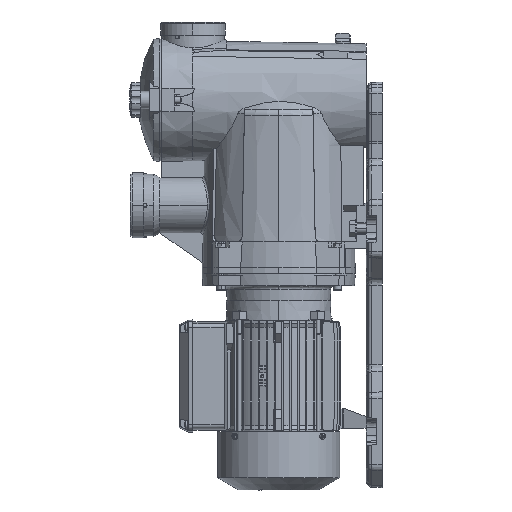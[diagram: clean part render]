
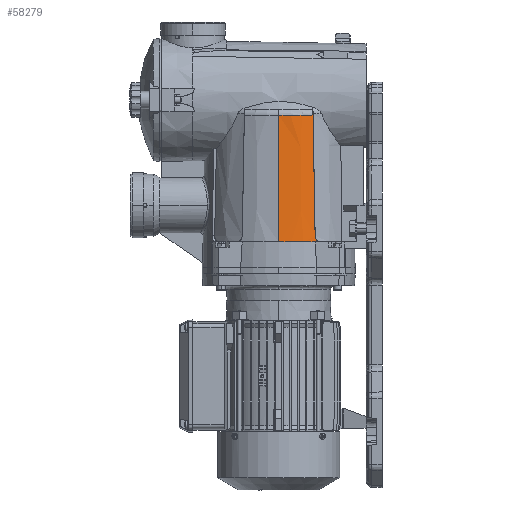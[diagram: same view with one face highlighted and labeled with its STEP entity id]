
A CAD part, left-side view. The second image highlights one B-rep face of the part: STEP entity #58279.
In plain terms, the highlighted conical face has half-angle 1 degrees and reference radius 97.039 mm.
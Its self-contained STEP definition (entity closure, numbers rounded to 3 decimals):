
#174 = ORIENTED_EDGE ( 'NONE', *, *, #73810, .F. ) ;
#1410 = EDGE_LOOP ( 'NONE', ( #83019, #105029, #95753, #88143, #174, #35526 ) ) ;
#2239 = CIRCLE ( 'NONE', #100497, 97.039 ) ;
#4957 = LINE ( 'NONE', #103754, #26822 ) ;
#6902 = B_SPLINE_CURVE_WITH_KNOTS ( 'NONE', 3,
 ( #52850, #44745, #85753, #61465, #45290, #11813, #12345, #60405, #53377, #70096, #102511, #35603, #101462, #77666, #60941, #19380, #52324, #78199, #86280, #43694 ),
 .UNSPECIFIED., .F., .F.,
 ( 4, 2, 2, 2, 2, 2, 2, 2, 2, 4 ),
 ( 0., 0.003, 0.005, 0.007, 0.008, 0.008, 0.01, 0.012, 0.013, 0.013 ),
 .UNSPECIFIED. ) ;
#10523 = CARTESIAN_POINT ( 'NONE',  ( -115.264, 94.206, 0. ) ) ;
#11813 = CARTESIAN_POINT ( 'NONE',  ( 45.617, 83.027, -50.186 ) ) ;
#12345 = CARTESIAN_POINT ( 'NONE',  ( 45.319, 83.27, -49.771 ) ) ;
#13542 = VERTEX_POINT ( 'NONE', #10523 ) ;
#14777 = CARTESIAN_POINT ( 'NONE',  ( 47., 85., -46.813 ) ) ;
#16600 = CARTESIAN_POINT ( 'NONE',  ( -64.476, 83.833, -44.888 ) ) ;
#17195 = EDGE_CURVE ( 'NONE', #13542, #67827, #24852, .T. ) ;
#17584 = VERTEX_POINT ( 'NONE', #14777 ) ;
#19380 = CARTESIAN_POINT ( 'NONE',  ( 40.56, 84.865, -46.826 ) ) ;
#21036 = DIRECTION ( 'NONE',  ( 0., 1., 0. ) ) ;
#23347 = CONICAL_SURFACE ( 'NONE', #42319, 97.039, 0.017 ) ;
#24075 = EDGE_CURVE ( 'NONE', #13542, #74529, #4957, .T. ) ;
#24540 = DIRECTION ( 'NONE',  ( 1., 0., 0. ) ) ;
#24852 = CIRCLE ( 'NONE', #81706, 94.206 ) ;
#26822 = VECTOR ( 'NONE', #77833, 1000. ) ;
#34099 = DIRECTION ( 'NONE',  ( 0., 0.826, -0.564 ) ) ;
#35526 = ORIENTED_EDGE ( 'NONE', *, *, #70844, .T. ) ;
#35603 = CARTESIAN_POINT ( 'NONE',  ( 43.382, 84.279, -47.973 ) ) ;
#40356 = CARTESIAN_POINT ( 'NONE',  ( -115.264, 83.294, -44.01 ) ) ;
#40897 = CARTESIAN_POINT ( 'NONE',  ( 39.14, 84.918, -46.678 ) ) ;
#42319 = AXIS2_PLACEMENT_3D ( 'NONE', #81204, #24540, #97961 ) ;
#42404 = DIRECTION ( 'NONE',  ( -1., 0., 0. ) ) ;
#43694 = CARTESIAN_POINT ( 'NONE',  ( 39.14, 84.918, -46.678 ) ) ;
#44745 = CARTESIAN_POINT ( 'NONE',  ( 47., 80.755, -53.818 ) ) ;
#45290 = CARTESIAN_POINT ( 'NONE',  ( 46.128, 82.507, -51.052 ) ) ;
#49300 = B_SPLINE_CURVE_WITH_KNOTS ( 'NONE', 3,
 ( #40356, #16600, #50062, #40897 ),
 .UNSPECIFIED., .F., .F.,
 ( 4, 4 ),
 ( 0., 1. ),
 .UNSPECIFIED. ) ;
#49377 = FACE_OUTER_BOUND ( 'NONE', #1410, .T. ) ;
#50062 = CARTESIAN_POINT ( 'NONE',  ( -13.008, 84.375, -45.777 ) ) ;
#52324 = CARTESIAN_POINT ( 'NONE',  ( 40.282, 84.887, -46.775 ) ) ;
#52850 = CARTESIAN_POINT ( 'NONE',  ( 47., 80.11, -54.761 ) ) ;
#53377 = CARTESIAN_POINT ( 'NONE',  ( 44.613, 83.716, -48.991 ) ) ;
#58279 = ADVANCED_FACE ( 'NONE', ( #49377 ), #23347, .F. ) ;
#58582 = DIRECTION ( 'NONE',  ( 0., 0.826, -0.564 ) ) ;
#59437 = DIRECTION ( 'NONE',  ( 1., 0., 0. ) ) ;
#60405 = CARTESIAN_POINT ( 'NONE',  ( 44.799, 83.607, -49.183 ) ) ;
#60406 = AXIS2_PLACEMENT_3D ( 'NONE', #66466, #59437, #34099 ) ;
#60941 = CARTESIAN_POINT ( 'NONE',  ( 41.38, 84.774, -47.02 ) ) ;
#61465 = CARTESIAN_POINT ( 'NONE',  ( 46.342, 82.228, -51.509 ) ) ;
#65640 = CIRCLE ( 'NONE', #60406, 97.039 ) ;
#66466 = CARTESIAN_POINT ( 'NONE',  ( 47., 0., 0. ) ) ;
#67827 = VERTEX_POINT ( 'NONE', #96110 ) ;
#68038 = DIRECTION ( 'NONE',  ( -1., 0., 0. ) ) ;
#70096 = CARTESIAN_POINT ( 'NONE',  ( 44.224, 83.918, -48.63 ) ) ;
#70844 = EDGE_CURVE ( 'NONE', #17584, #74529, #65640, .T. ) ;
#73810 = EDGE_CURVE ( 'NONE', #17584, #83052, #2239, .T. ) ;
#74529 = VERTEX_POINT ( 'NONE', #92079 ) ;
#77666 = CARTESIAN_POINT ( 'NONE',  ( 41.908, 84.681, -47.207 ) ) ;
#77833 = DIRECTION ( 'NONE',  ( 1., 0.017, 0. ) ) ;
#78199 = CARTESIAN_POINT ( 'NONE',  ( 39.715, 84.915, -46.703 ) ) ;
#78989 = CARTESIAN_POINT ( 'NONE',  ( 39.14, 84.918, -46.678 ) ) ;
#80544 = CARTESIAN_POINT ( 'NONE',  ( 47., 80.11, -54.761 ) ) ;
#81204 = CARTESIAN_POINT ( 'NONE',  ( 47., 0., 0. ) ) ;
#81706 = AXIS2_PLACEMENT_3D ( 'NONE', #87242, #42404, #58582 ) ;
#83019 = ORIENTED_EDGE ( 'NONE', *, *, #24075, .F. ) ;
#83052 = VERTEX_POINT ( 'NONE', #80544 ) ;
#85753 = CARTESIAN_POINT ( 'NONE',  ( 46.842, 81.365, -52.885 ) ) ;
#86280 = CARTESIAN_POINT ( 'NONE',  ( 39.427, 84.921, -46.682 ) ) ;
#86457 = EDGE_CURVE ( 'NONE', #83052, #88954, #6902, .T. ) ;
#86890 = CARTESIAN_POINT ( 'NONE',  ( 47., 0., 0. ) ) ;
#87242 = CARTESIAN_POINT ( 'NONE',  ( -115.264, 0., 0. ) ) ;
#88143 = ORIENTED_EDGE ( 'NONE', *, *, #86457, .F. ) ;
#88954 = VERTEX_POINT ( 'NONE', #78989 ) ;
#92079 = CARTESIAN_POINT ( 'NONE',  ( 47., 97.039, 0. ) ) ;
#95753 = ORIENTED_EDGE ( 'NONE', *, *, #106487, .T. ) ;
#96110 = CARTESIAN_POINT ( 'NONE',  ( -115.264, 83.294, -44.01 ) ) ;
#97961 = DIRECTION ( 'NONE',  ( 0., 1., 0. ) ) ;
#100497 = AXIS2_PLACEMENT_3D ( 'NONE', #86890, #68038, #21036 ) ;
#101462 = CARTESIAN_POINT ( 'NONE',  ( 42.919, 84.431, -47.688 ) ) ;
#102511 = CARTESIAN_POINT ( 'NONE',  ( 44.021, 84.013, -48.459 ) ) ;
#103754 = CARTESIAN_POINT ( 'NONE',  ( 47., 97.039, 0. ) ) ;
#105029 = ORIENTED_EDGE ( 'NONE', *, *, #17195, .T. ) ;
#106487 = EDGE_CURVE ( 'NONE', #67827, #88954, #49300, .T. ) ;
